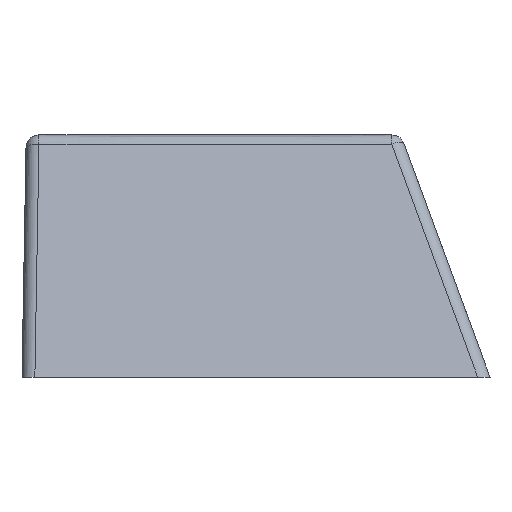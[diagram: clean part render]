
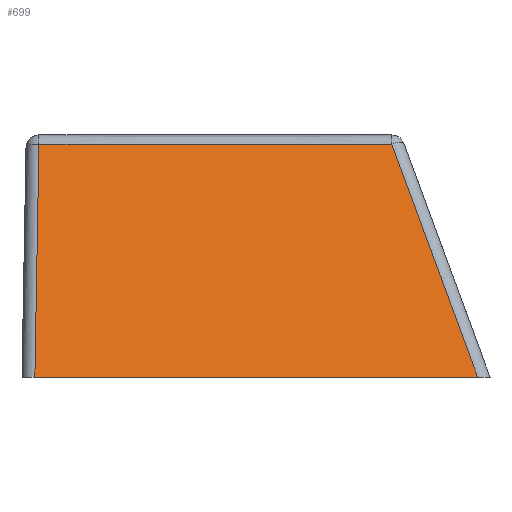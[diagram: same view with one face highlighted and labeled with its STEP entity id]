
A CAD part, left-side view. The second image highlights one B-rep face of the part: STEP entity #699.
In plain terms, the highlighted planar face has unit normal (-0.957, 0, 0.292).
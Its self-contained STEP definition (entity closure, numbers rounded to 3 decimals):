
#53=PLANE('',#769);
#95=FACE_OUTER_BOUND('',#140,.T.);
#140=EDGE_LOOP('',(#642,#643,#644,#645));
#157=B_SPLINE_CURVE_WITH_KNOTS('',3,(#1223,#1224,#1225,#1226),
 .UNSPECIFIED.,.F.,.F.,(4,4),(0.05,1.415),
 .UNSPECIFIED.);
#189=LINE('',#1122,#238);
#194=LINE('',#1237,#243);
#199=LINE('',#1245,#248);
#238=VECTOR('',#842,10.);
#243=VECTOR('',#867,10.);
#248=VECTOR('',#878,10.);
#311=VERTEX_POINT('',#1062);
#317=VERTEX_POINT('',#1111);
#320=VERTEX_POINT('',#1118);
#330=VERTEX_POINT('',#1235);
#391=EDGE_CURVE('',#317,#320,#189,.T.);
#403=EDGE_CURVE('',#311,#317,#157,.T.);
#408=EDGE_CURVE('',#330,#311,#194,.T.);
#413=EDGE_CURVE('',#330,#320,#199,.T.);
#642=ORIENTED_EDGE('',*,*,#408,.F.);
#643=ORIENTED_EDGE('',*,*,#413,.T.);
#644=ORIENTED_EDGE('',*,*,#391,.F.);
#645=ORIENTED_EDGE('',*,*,#403,.F.);
#699=ADVANCED_FACE('',(#95),#53,.F.);
#769=AXIS2_PLACEMENT_3D('',#1593,#930,#931);
#842=DIRECTION('',(-0.275,-0.332,-0.902));
#867=DIRECTION('',(0.292,-0.017,0.956));
#878=DIRECTION('',(0.,-1.,0.));
#930=DIRECTION('center_axis',(0.956,0.,-0.292));
#931=DIRECTION('ref_axis',(-0.292,0.,-0.956));
#1062=CARTESIAN_POINT('',(-15.801,8.395,9.009));
#1111=CARTESIAN_POINT('',(-15.801,-5.253,9.009));
#1118=CARTESIAN_POINT('',(-18.55,-8.571,0.));
#1122=CARTESIAN_POINT('',(-14.879,-4.139,12.032));
#1223=CARTESIAN_POINT('Ctrl Pts',(-15.801,8.395,9.009));
#1224=CARTESIAN_POINT('Ctrl Pts',(-15.801,3.846,9.009));
#1225=CARTESIAN_POINT('Ctrl Pts',(-15.801,-0.703,
9.009));
#1226=CARTESIAN_POINT('Ctrl Pts',(-15.801,-5.253,9.009));
#1235=CARTESIAN_POINT('',(-18.55,8.552,0.));
#1237=CARTESIAN_POINT('',(-16.309,8.424,7.346));
#1245=CARTESIAN_POINT('',(-18.55,-9.05,0.));
#1593=CARTESIAN_POINT('Origin',(-15.685,0.,9.39));
